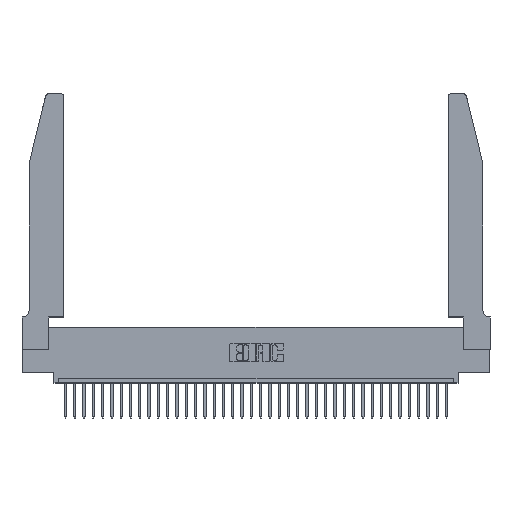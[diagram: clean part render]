
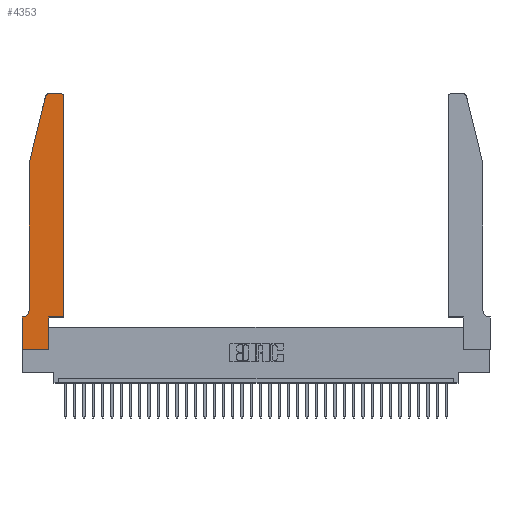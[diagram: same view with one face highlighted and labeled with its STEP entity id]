
A CAD part, top view. The second image highlights one B-rep face of the part: STEP entity #4353.
In plain terms, the highlighted planar face has unit normal (0, 0, 1).
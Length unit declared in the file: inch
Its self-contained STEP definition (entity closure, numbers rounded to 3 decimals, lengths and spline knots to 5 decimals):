
#667 = DIRECTION ( 'NONE',  ( -0.239, -0.971, 0. ) ) ;
#1045 = EDGE_CURVE ( 'NONE', #5467, #19043, #19291, .T. ) ;
#1445 = CARTESIAN_POINT ( 'NONE',  ( 0.4205, 2.72, 0.37 ) ) ;
#1465 = ORIENTED_EDGE ( 'NONE', *, *, #6757, .T. ) ;
#1659 = LINE ( 'NONE', #24518, #26851 ) ;
#1674 = VECTOR ( 'NONE', #16942, 39.37008 ) ;
#1697 = DIRECTION ( 'NONE',  ( 0., -1., 0. ) ) ;
#2826 = EDGE_CURVE ( 'NONE', #11968, #5467, #5423, .T. ) ;
#3910 = DIRECTION ( 'NONE',  ( 0., 1., 0. ) ) ;
#4353 = ADVANCED_FACE ( 'NONE', ( #36210 ), #9003, .T. ) ;
#4401 = ORIENTED_EDGE ( 'NONE', *, *, #26979, .T. ) ;
#4488 = ORIENTED_EDGE ( 'NONE', *, *, #2826, .T. ) ;
#5276 = CARTESIAN_POINT ( 'NONE',  ( 0.4505, 0.35, 0.37 ) ) ;
#5303 = LINE ( 'NONE', #11937, #30933 ) ;
#5423 = LINE ( 'NONE', #12304, #26661 ) ;
#5433 = CARTESIAN_POINT ( 'NONE',  ( 0.4205, 2.75, 0.37 ) ) ;
#5467 = VERTEX_POINT ( 'NONE', #29851 ) ;
#5511 = DIRECTION ( 'NONE',  ( 0., 1., 0. ) ) ;
#6203 = CARTESIAN_POINT ( 'NONE',  ( 0.0755, 0.42, 0.37 ) ) ;
#6650 = CARTESIAN_POINT ( 'NONE',  ( 0., 0.35, 0.37 ) ) ;
#6757 = EDGE_CURVE ( 'NONE', #19341, #22933, #1659, .T. ) ;
#6897 = DIRECTION ( 'NONE',  ( -1., 0., 0. ) ) ;
#7085 = DIRECTION ( 'NONE',  ( 0., 0., 1. ) ) ;
#7285 = AXIS2_PLACEMENT_3D ( 'NONE', #1445, #7085, #18378 ) ;
#8302 = CARTESIAN_POINT ( 'NONE',  ( 0.0055, 0.35, 0.37 ) ) ;
#8348 = AXIS2_PLACEMENT_3D ( 'NONE', #6650, #18056, #17704 ) ;
#8901 = ORIENTED_EDGE ( 'NONE', *, *, #25775, .T. ) ;
#8996 = VECTOR ( 'NONE', #32154, 39.37008 ) ;
#9003 = PLANE ( 'NONE',  #8348 ) ;
#9334 = VERTEX_POINT ( 'NONE', #32164 ) ;
#10017 = ORIENTED_EDGE ( 'NONE', *, *, #26632, .T. ) ;
#10019 = CARTESIAN_POINT ( 'NONE',  ( 0., 0., 0.37 ) ) ;
#10723 = AXIS2_PLACEMENT_3D ( 'NONE', #34395, #17571, #6897 ) ;
#11204 = DIRECTION ( 'NONE',  ( 0., 0., 1. ) ) ;
#11733 = LINE ( 'NONE', #18557, #31602 ) ;
#11791 = EDGE_CURVE ( 'NONE', #30645, #19341, #12933, .T. ) ;
#11937 = CARTESIAN_POINT ( 'NONE',  ( 0.2865, 0.35, 0.37 ) ) ;
#11968 = VERTEX_POINT ( 'NONE', #5433 ) ;
#12187 = DIRECTION ( 'NONE',  ( -1., 0., 0. ) ) ;
#12300 = ORIENTED_EDGE ( 'NONE', *, *, #17585, .T. ) ;
#12304 = CARTESIAN_POINT ( 'NONE',  ( 0.2605, 2.75, 0.37 ) ) ;
#12933 = LINE ( 'NONE', #20809, #8996 ) ;
#15534 = VECTOR ( 'NONE', #29789, 39.37008 ) ;
#16563 = ORIENTED_EDGE ( 'NONE', *, *, #28948, .T. ) ;
#16942 = DIRECTION ( 'NONE',  ( 0., -1., 0. ) ) ;
#17267 = VERTEX_POINT ( 'NONE', #24119 ) ;
#17467 = LINE ( 'NONE', #5276, #20089 ) ;
#17571 = DIRECTION ( 'NONE',  ( 0., 0., -1. ) ) ;
#17585 = EDGE_CURVE ( 'NONE', #34936, #30989, #21557, .T. ) ;
#17704 = DIRECTION ( 'NONE',  ( 1., 0., 0. ) ) ;
#18056 = DIRECTION ( 'NONE',  ( 0., 0., 1. ) ) ;
#18378 = DIRECTION ( 'NONE',  ( 1., 0., 0. ) ) ;
#18414 = VERTEX_POINT ( 'NONE', #34985 ) ;
#18557 = CARTESIAN_POINT ( 'NONE',  ( 0.4505, 0.35, 0.37 ) ) ;
#19043 = VERTEX_POINT ( 'NONE', #24850 ) ;
#19291 = CIRCLE ( 'NONE', #20614, 0.03 ) ;
#19341 = VERTEX_POINT ( 'NONE', #31478 ) ;
#20089 = VECTOR ( 'NONE', #5511, 39.37008 ) ;
#20519 = CARTESIAN_POINT ( 'NONE',  ( 0., 0., 0.37 ) ) ;
#20614 = AXIS2_PLACEMENT_3D ( 'NONE', #28139, #11204, #30973 ) ;
#20809 = CARTESIAN_POINT ( 'NONE',  ( 0.0755, 0.35, 0.37 ) ) ;
#21100 = CIRCLE ( 'NONE', #10723, 0.07 ) ;
#21384 = EDGE_CURVE ( 'NONE', #17267, #18414, #11733, .T. ) ;
#21557 = LINE ( 'NONE', #25204, #1674 ) ;
#22933 = VERTEX_POINT ( 'NONE', #20519 ) ;
#23559 = EDGE_CURVE ( 'NONE', #36167, #17267, #5303, .T. ) ;
#23897 = ORIENTED_EDGE ( 'NONE', *, *, #1045, .T. ) ;
#24119 = CARTESIAN_POINT ( 'NONE',  ( 0.2865, 0.35, 0.37 ) ) ;
#24518 = CARTESIAN_POINT ( 'NONE',  ( 0., 0., 0.37 ) ) ;
#24850 = CARTESIAN_POINT ( 'NONE',  ( 0.25487, 2.72718, 0.37 ) ) ;
#25204 = CARTESIAN_POINT ( 'NONE',  ( 0.0755, 2., 0.37 ) ) ;
#25775 = EDGE_CURVE ( 'NONE', #9334, #11968, #32783, .T. ) ;
#26121 = LINE ( 'NONE', #10019, #15534 ) ;
#26295 = DIRECTION ( 'NONE',  ( 1., 0., 0. ) ) ;
#26632 = EDGE_CURVE ( 'NONE', #19043, #34936, #35111, .T. ) ;
#26661 = VECTOR ( 'NONE', #12187, 39.37008 ) ;
#26851 = VECTOR ( 'NONE', #1697, 39.37008 ) ;
#26979 = EDGE_CURVE ( 'NONE', #18414, #9334, #17467, .T. ) ;
#27287 = ORIENTED_EDGE ( 'NONE', *, *, #21384, .T. ) ;
#28139 = CARTESIAN_POINT ( 'NONE',  ( 0.284, 2.72, 0.37 ) ) ;
#28389 = CARTESIAN_POINT ( 'NONE',  ( 0.0755, 2., 0.37 ) ) ;
#28948 = EDGE_CURVE ( 'NONE', #22933, #36167, #26121, .T. ) ;
#29577 = ORIENTED_EDGE ( 'NONE', *, *, #35102, .T. ) ;
#29789 = DIRECTION ( 'NONE',  ( 1., 0., 0. ) ) ;
#29851 = CARTESIAN_POINT ( 'NONE',  ( 0.284, 2.75, 0.37 ) ) ;
#30645 = VERTEX_POINT ( 'NONE', #8302 ) ;
#30933 = VECTOR ( 'NONE', #3910, 39.37008 ) ;
#30973 = DIRECTION ( 'NONE',  ( 1., 0., 0. ) ) ;
#30989 = VERTEX_POINT ( 'NONE', #6203 ) ;
#30993 = EDGE_LOOP ( 'NONE', ( #4488, #23897, #10017, #12300, #29577, #35240, #1465, #16563, #35202, #27287, #4401, #8901 ) ) ;
#31478 = CARTESIAN_POINT ( 'NONE',  ( 0., 0.35, 0.37 ) ) ;
#31602 = VECTOR ( 'NONE', #26295, 39.37008 ) ;
#31621 = CARTESIAN_POINT ( 'NONE',  ( 0.0755, 2., 0.37 ) ) ;
#32154 = DIRECTION ( 'NONE',  ( -1., 0., 0. ) ) ;
#32164 = CARTESIAN_POINT ( 'NONE',  ( 0.4505, 2.72, 0.37 ) ) ;
#32709 = CARTESIAN_POINT ( 'NONE',  ( 0.2865, 0., 0.37 ) ) ;
#32783 = CIRCLE ( 'NONE', #7285, 0.03 ) ;
#34395 = CARTESIAN_POINT ( 'NONE',  ( 0.0055, 0.42, 0.37 ) ) ;
#34936 = VERTEX_POINT ( 'NONE', #28389 ) ;
#34985 = CARTESIAN_POINT ( 'NONE',  ( 0.4505, 0.35, 0.37 ) ) ;
#35102 = EDGE_CURVE ( 'NONE', #30989, #30645, #21100, .T. ) ;
#35111 = LINE ( 'NONE', #31621, #36004 ) ;
#35202 = ORIENTED_EDGE ( 'NONE', *, *, #23559, .T. ) ;
#35240 = ORIENTED_EDGE ( 'NONE', *, *, #11791, .T. ) ;
#36004 = VECTOR ( 'NONE', #667, 39.37008 ) ;
#36167 = VERTEX_POINT ( 'NONE', #32709 ) ;
#36210 = FACE_OUTER_BOUND ( 'NONE', #30993, .T. ) ;
